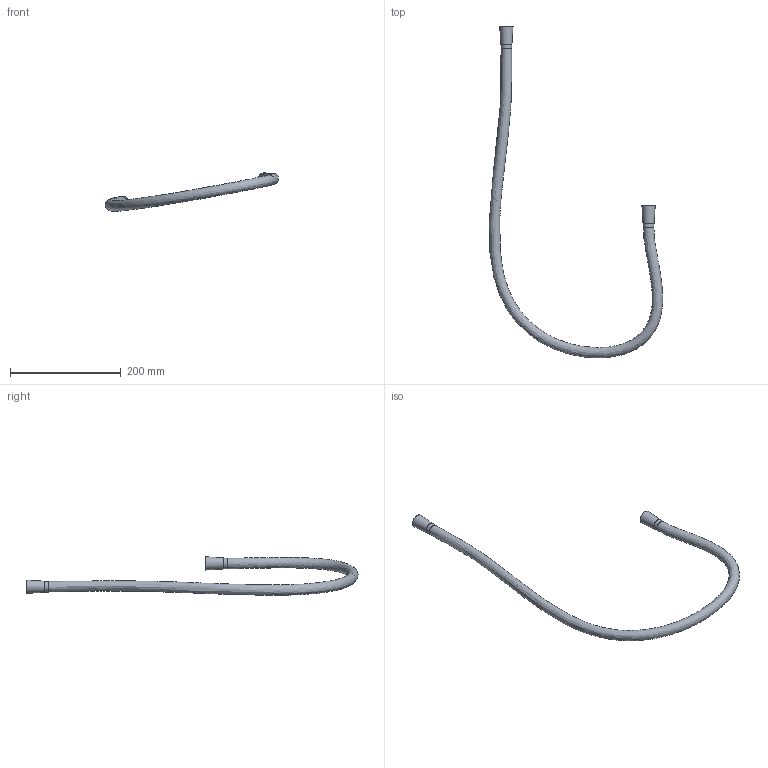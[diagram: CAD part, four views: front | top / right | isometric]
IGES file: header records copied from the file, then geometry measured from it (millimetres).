
Global section: file name: V184; native system: Autodesk Inventor 2018; preprocessor: unknown; author: mblakey; date: 20190708.093352; units: millimetre
Bounding box: 312.92 x 599.12 x 69.38 mm (x, y, z)
Volume: 299936.1 mm3; surface area: 63389.9 mm2
Topology: 1 solids, 1 shells, 9 faces, 17 edges, 12 vertices
Faces by surface type: bspline 9
